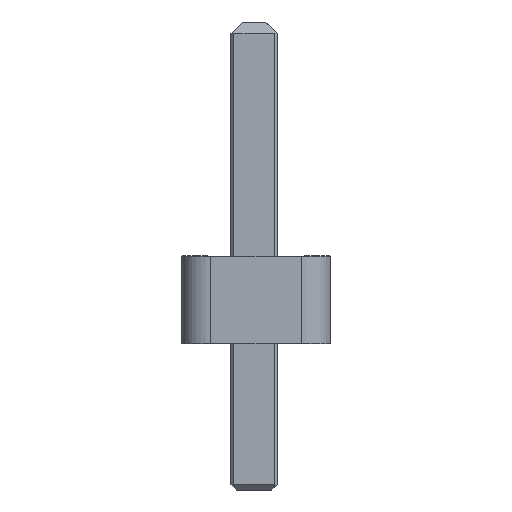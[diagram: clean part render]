
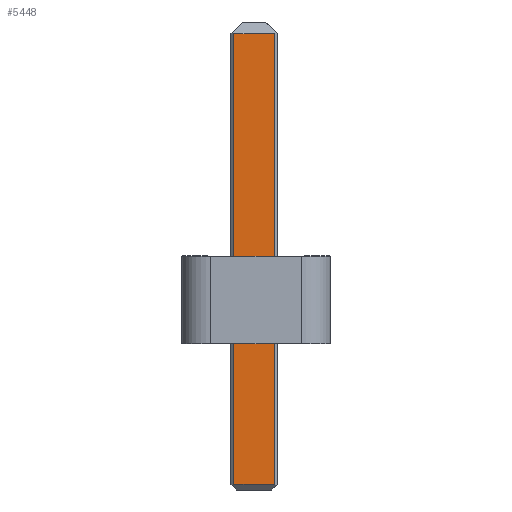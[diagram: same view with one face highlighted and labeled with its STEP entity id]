
A CAD part, left-side view. The second image highlights one B-rep face of the part: STEP entity #5448.
In plain terms, the highlighted planar face has unit normal (-1, 0, 0).
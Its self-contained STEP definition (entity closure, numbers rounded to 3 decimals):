
#444=FACE_OUTER_BOUND('',#750,.T.);
#750=EDGE_LOOP('',(#4793,#4794,#4795,#4796));
#1362=LINE('',#8669,#2046);
#1390=LINE('',#8724,#2074);
#1396=LINE('',#8737,#2080);
#1402=LINE('',#8748,#2086);
#2046=VECTOR('',#7134,10.);
#2074=VECTOR('',#7176,10.);
#2080=VECTOR('',#7188,10.);
#2086=VECTOR('',#7198,10.);
#2582=VERTEX_POINT('',#8666);
#2583=VERTEX_POINT('',#8668);
#2603=VERTEX_POINT('',#8722);
#2607=VERTEX_POINT('',#8736);
#3306=EDGE_CURVE('',#2582,#2583,#1362,.T.);
#3334=EDGE_CURVE('',#2603,#2582,#1390,.T.);
#3340=EDGE_CURVE('',#2583,#2607,#1396,.T.);
#3346=EDGE_CURVE('',#2607,#2603,#1402,.T.);
#4793=ORIENTED_EDGE('',*,*,#3306,.F.);
#4794=ORIENTED_EDGE('',*,*,#3334,.F.);
#4795=ORIENTED_EDGE('',*,*,#3346,.F.);
#4796=ORIENTED_EDGE('',*,*,#3340,.F.);
#5151=PLANE('',#5849);
#5448=ADVANCED_FACE('',(#444),#5151,.T.);
#5849=AXIS2_PLACEMENT_3D('',#8752,#7201,#7202);
#7134=DIRECTION('',(0.,1.,0.));
#7176=DIRECTION('',(0.,0.,-1.));
#7188=DIRECTION('',(0.,0.,1.));
#7198=DIRECTION('',(0.,-1.,0.));
#7201=DIRECTION('center_axis',(-1.,0.,0.));
#7202=DIRECTION('ref_axis',(0.,0.,1.));
#8666=CARTESIAN_POINT('',(-10.53,-0.32,-2.4));
#8668=CARTESIAN_POINT('',(-10.53,0.38,-2.4));
#8669=CARTESIAN_POINT('',(-10.53,-0.32,-2.4));
#8722=CARTESIAN_POINT('',(-10.53,-0.32,5.3));
#8724=CARTESIAN_POINT('',(-10.53,-0.32,5.3));
#8736=CARTESIAN_POINT('',(-10.53,0.38,5.3));
#8737=CARTESIAN_POINT('',(-10.53,0.38,-2.4));
#8748=CARTESIAN_POINT('',(-10.53,0.38,5.3));
#8752=CARTESIAN_POINT('Origin',(-10.53,0.03,-2.41));
